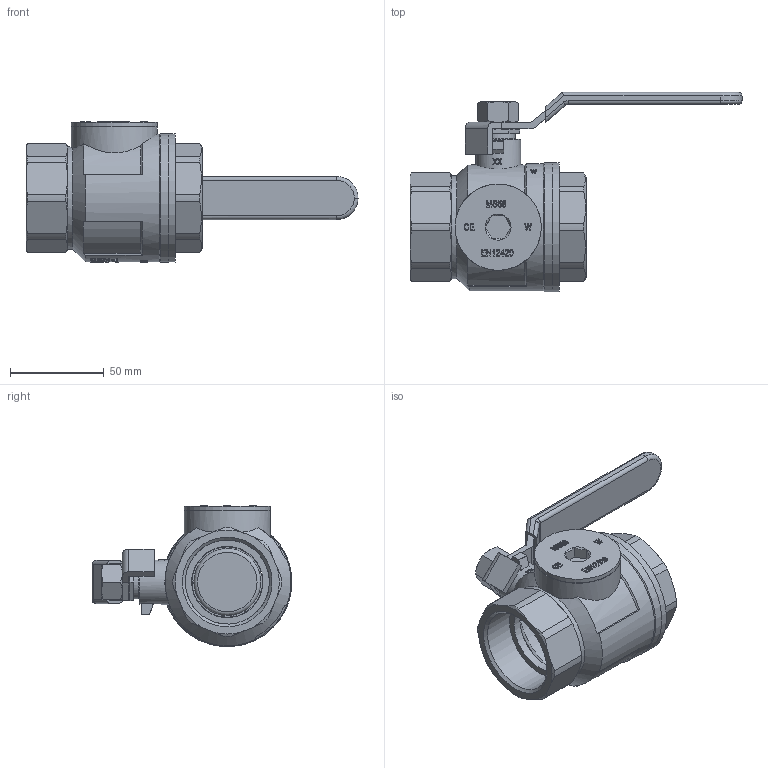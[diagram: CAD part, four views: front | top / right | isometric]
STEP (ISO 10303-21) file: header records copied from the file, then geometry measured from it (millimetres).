
FILE_DESCRIPTION(/* description */ ('Unknown'),/* implementation_level */ '2;1');
FILE_NAME(/* name */ '6060-08',/* time_stamp */ '2023-02-09T13:50:41+01:00',/* author */ ('Unknown'),/* organization */ ('Unknown'),/* preprocessor_version */ 'ST-DEVELOPER v16.7',/* originating_system */ 'Solid Edge',/* authorisation */ 'Unknown');
FILE_SCHEMA (('AUTOMOTIVE_DESIGN {1 0 10303 214 3 1 1}'));
Length unit declared in the file: millimetre
Products named in the file (15): 6060-1_1_2; 600-1_1_2-Kvrper-co_oa_0; 600-1_1_2-Speerring.3; 600-1_1_2-Sieb; 600-1_1_2-Einschraubteil; Kvrper-co; 600-1_1_2-kvrper; 600-1_1_2-Deckel2; 600.1_1_2-Spindel-co_oa_1; 600-1_1_2-Spindel; 600-1_1_2-stopfbuchse; Stahlgriff; Stahl-Griff-u; Stahl-Griff; 600-1_1_2-Mutter-st.gr.
Assembly tree (14 placements, depth 4):
  6060-1_1_2
    600-1_1_2-Kvrper-co_oa_0
      600-1_1_2-Speerring.3
      600-1_1_2-Sieb
      600-1_1_2-Einschraubteil
      Kvrper-co
        600-1_1_2-kvrper
        600-1_1_2-Deckel2
    600.1_1_2-Spindel-co_oa_1
      600-1_1_2-Spindel
      600-1_1_2-stopfbuchse
    Stahlgriff
      Stahl-Griff-u
      Stahl-Griff
    600-1_1_2-Mutter-st.gr.
Bounding box: 177 x 106.37 x 75.17 mm (x, y, z)
Volume: 136325.8 mm3; surface area: 87579.6 mm2
Topology: 10 solids, 10 shells, 1334 faces, 3710 edges, 2471 vertices
Faces by surface type: plane 1150, cylinder 119, cone 50, bspline 10, torus 3, sphere 2
Full cylindrical faces by diameter (mm): 1.5 x2, 10.2 x1, 10.8 x1, 14 x2, 14.1 x1, 14.5 x1, 15 x1, 16 x1, 18 x1, 18.38 x1, 18.398 x1, 20 x2, 24 x1, 30.5 x1, 33.7 x1, 35.7 x1, 37.5 x1, 38 x2, 38.5 x2, 40 x1, 41.5 x1, 44.845 x3, 46 x2, 50 x2, 54.761 x1, 61.5 x1, 63 x1, 63.5 x1, 68 x1, 69 x2
Entity records: 48644 total; most frequent: CARTESIAN_POINT 13385, DIRECTION 7449, ORIENTED_EDGE 7256, EDGE_CURVE 3628, AXIS2_PLACEMENT_3D 2601, VERTEX_POINT 2457, LINE 2247, VECTOR 2247
